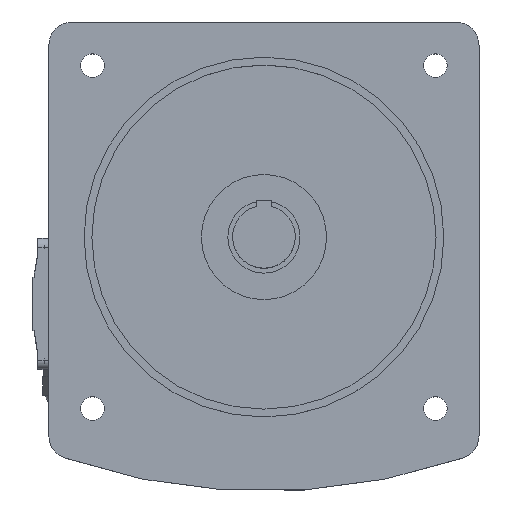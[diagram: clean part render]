
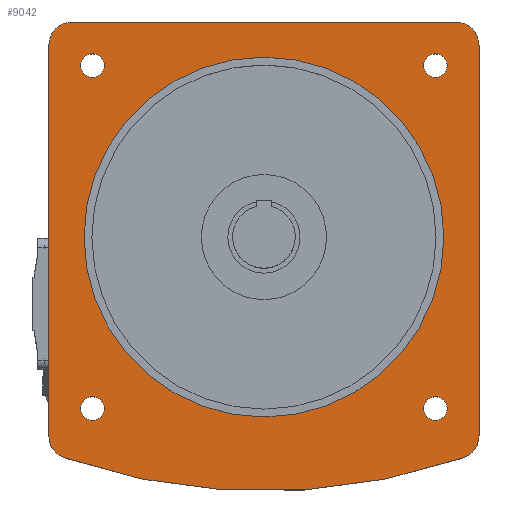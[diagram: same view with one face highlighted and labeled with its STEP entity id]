
A CAD part, top view. The second image highlights one B-rep face of the part: STEP entity #9042.
In plain terms, the highlighted planar face has unit normal (0, 0, 1).
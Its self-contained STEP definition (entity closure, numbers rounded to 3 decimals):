
#32=PLANE($,#9687);
#586=LINE($,#13288,#1658);
#587=LINE($,#13292,#1659);
#588=LINE($,#13296,#1660);
#1658=VECTOR($,#10648,249.464);
#1659=VECTOR($,#10651,245.);
#1660=VECTOR($,#10654,249.464);
#2679=FACE_BOUND($,#3344,.T.);
#2680=FACE_BOUND($,#3345,.T.);
#2681=FACE_BOUND($,#3346,.T.);
#2682=FACE_BOUND($,#3347,.T.);
#2683=FACE_BOUND($,#3348,.T.);
#2789=FACE_OUTER_BOUND($,#3343,.T.);
#3343=EDGE_LOOP($,(#6551,#6552,#6553,#6554,#6555,#6556,#6557,#6558));
#3344=EDGE_LOOP($,(#6559));
#3345=EDGE_LOOP($,(#6560));
#3346=EDGE_LOOP($,(#6561));
#3347=EDGE_LOOP($,(#6562));
#3348=EDGE_LOOP($,(#6563));
#3952=CIRCLE($,#9581,7.5);
#3954=CIRCLE($,#9584,7.5);
#3956=CIRCLE($,#9587,7.5);
#3958=CIRCLE($,#9590,7.5);
#3962=CIRCLE($,#9596,115.);
#4043=CIRCLE($,#9688,15.);
#4044=CIRCLE($,#9689,15.);
#4045=CIRCLE($,#9690,15.);
#4046=CIRCLE($,#9691,390.625);
#4047=CIRCLE($,#9692,15.);
#4181=VERTEX_POINT($,#12959);
#4183=VERTEX_POINT($,#12964);
#4185=VERTEX_POINT($,#12969);
#4187=VERTEX_POINT($,#12974);
#4191=VERTEX_POINT($,#12984);
#4333=VERTEX_POINT($,#13286);
#4334=VERTEX_POINT($,#13287);
#4335=VERTEX_POINT($,#13289);
#4336=VERTEX_POINT($,#13291);
#4337=VERTEX_POINT($,#13293);
#4338=VERTEX_POINT($,#13295);
#4339=VERTEX_POINT($,#13297);
#4340=VERTEX_POINT($,#13299);
#5065=EDGE_CURVE($,#4181,#4181,#3952,.T.);
#5067=EDGE_CURVE($,#4183,#4183,#3954,.T.);
#5069=EDGE_CURVE($,#4185,#4185,#3956,.T.);
#5071=EDGE_CURVE($,#4187,#4187,#3958,.T.);
#5075=EDGE_CURVE($,#4191,#4191,#3962,.T.);
#5224=EDGE_CURVE($,#4333,#4334,#586,.T.);
#5225=EDGE_CURVE($,#4334,#4335,#4043,.T.);
#5226=EDGE_CURVE($,#4335,#4336,#587,.T.);
#5227=EDGE_CURVE($,#4336,#4337,#4044,.T.);
#5228=EDGE_CURVE($,#4337,#4338,#588,.T.);
#5229=EDGE_CURVE($,#4338,#4339,#4045,.T.);
#5230=EDGE_CURVE($,#4339,#4340,#4046,.T.);
#5231=EDGE_CURVE($,#4340,#4333,#4047,.T.);
#6551=ORIENTED_EDGE($,*,*,#5224,.T.);
#6552=ORIENTED_EDGE($,*,*,#5225,.T.);
#6553=ORIENTED_EDGE($,*,*,#5226,.T.);
#6554=ORIENTED_EDGE($,*,*,#5227,.T.);
#6555=ORIENTED_EDGE($,*,*,#5228,.T.);
#6556=ORIENTED_EDGE($,*,*,#5229,.T.);
#6557=ORIENTED_EDGE($,*,*,#5230,.T.);
#6558=ORIENTED_EDGE($,*,*,#5231,.T.);
#6559=ORIENTED_EDGE($,*,*,#5075,.F.);
#6560=ORIENTED_EDGE($,*,*,#5065,.F.);
#6561=ORIENTED_EDGE($,*,*,#5067,.F.);
#6562=ORIENTED_EDGE($,*,*,#5069,.F.);
#6563=ORIENTED_EDGE($,*,*,#5071,.F.);
#9042=ADVANCED_FACE($,(#2789,#2679,#2680,#2681,#2682,#2683),#32,.T.);
#9581=AXIS2_PLACEMENT_3D($,#12960,#10366,#10367);
#9584=AXIS2_PLACEMENT_3D($,#12965,#10372,#10373);
#9587=AXIS2_PLACEMENT_3D($,#12970,#10378,#10379);
#9590=AXIS2_PLACEMENT_3D($,#12975,#10384,#10385);
#9596=AXIS2_PLACEMENT_3D($,#12985,#10396,#10397);
#9687=AXIS2_PLACEMENT_3D($,#13285,#10646,#10647);
#9688=AXIS2_PLACEMENT_3D($,#13290,#10649,#10650);
#9689=AXIS2_PLACEMENT_3D($,#13294,#10652,#10653);
#9690=AXIS2_PLACEMENT_3D($,#13298,#10655,#10656);
#9691=AXIS2_PLACEMENT_3D($,#13300,#10657,#10658);
#9692=AXIS2_PLACEMENT_3D($,#13301,#10659,#10660);
#10366=DIRECTION('center_axis',(0.,0.,1.));
#10367=DIRECTION('ref_axis',(0.,1.,0.));
#10372=DIRECTION('center_axis',(0.,0.,1.));
#10373=DIRECTION('ref_axis',(-1.,0.,0.));
#10378=DIRECTION('center_axis',(0.,0.,1.));
#10379=DIRECTION('ref_axis',(0.,-1.,0.));
#10384=DIRECTION('center_axis',(0.,0.,1.));
#10385=DIRECTION('ref_axis',(1.,0.,0.));
#10396=DIRECTION('center_axis',(0.,0.,1.));
#10397=DIRECTION('ref_axis',(1.,0.,0.));
#10646=DIRECTION('center_axis',(0.,0.,1.));
#10647=DIRECTION('ref_axis',(1.,0.,0.));
#10648=DIRECTION($,(0.,1.,0.));
#10649=DIRECTION('center_axis',(0.,0.,1.));
#10650=DIRECTION('ref_axis',(1.,0.,0.));
#10651=DIRECTION($,(-1.,0.,0.));
#10652=DIRECTION('center_axis',(0.,0.,1.));
#10653=DIRECTION('ref_axis',(1.,0.,0.));
#10654=DIRECTION($,(0.,-1.,0.));
#10655=DIRECTION('center_axis',(0.,0.,1.));
#10656=DIRECTION('ref_axis',(1.,0.,0.));
#10657=DIRECTION('center_axis',(0.,0.,1.));
#10658=DIRECTION('ref_axis',(1.,0.,0.));
#10659=DIRECTION('center_axis',(0.,0.,1.));
#10660=DIRECTION('ref_axis',(1.,0.,0.));
#12959=CARTESIAN_POINT('',(-109.602,117.102,0.));
#12960=CARTESIAN_POINT('Origin',(-109.602,109.602,0.));
#12964=CARTESIAN_POINT('',(-117.102,-109.602,0.));
#12965=CARTESIAN_POINT('Origin',(-109.602,-109.602,0.));
#12969=CARTESIAN_POINT('',(109.602,-117.102,0.));
#12970=CARTESIAN_POINT('Origin',(109.602,-109.602,0.));
#12974=CARTESIAN_POINT('',(117.102,109.602,0.));
#12975=CARTESIAN_POINT('Origin',(109.602,109.602,0.));
#12984=CARTESIAN_POINT('',(-115.,0.,0.));
#12985=CARTESIAN_POINT('Origin',(0.,0.,0.));
#13285=CARTESIAN_POINT('Origin',(0.,228.125,0.));
#13286=CARTESIAN_POINT('',(137.5,-126.964,0.));
#13287=CARTESIAN_POINT('',(137.5,122.5,0.));
#13288=CARTESIAN_POINT($,(137.5,137.5,0.));
#13289=CARTESIAN_POINT('',(122.5,137.5,0.));
#13290=CARTESIAN_POINT('Origin',(122.5,122.5,0.));
#13291=CARTESIAN_POINT('',(-122.5,137.5,0.));
#13292=CARTESIAN_POINT($,(-137.5,137.5,0.));
#13293=CARTESIAN_POINT('',(-137.5,122.5,0.));
#13294=CARTESIAN_POINT('Origin',(-122.5,122.5,0.));
#13295=CARTESIAN_POINT('',(-137.5,-126.964,0.));
#13296=CARTESIAN_POINT($,(-137.5,137.5,0.));
#13297=CARTESIAN_POINT('',(-127.392,-141.143,0.));
#13298=CARTESIAN_POINT('Origin',(-122.5,-126.964,0.));
#13299=CARTESIAN_POINT('',(127.392,-141.143,0.));
#13300=CARTESIAN_POINT('Origin',(0.,228.125,0.));
#13301=CARTESIAN_POINT('Origin',(122.5,-126.964,0.));
